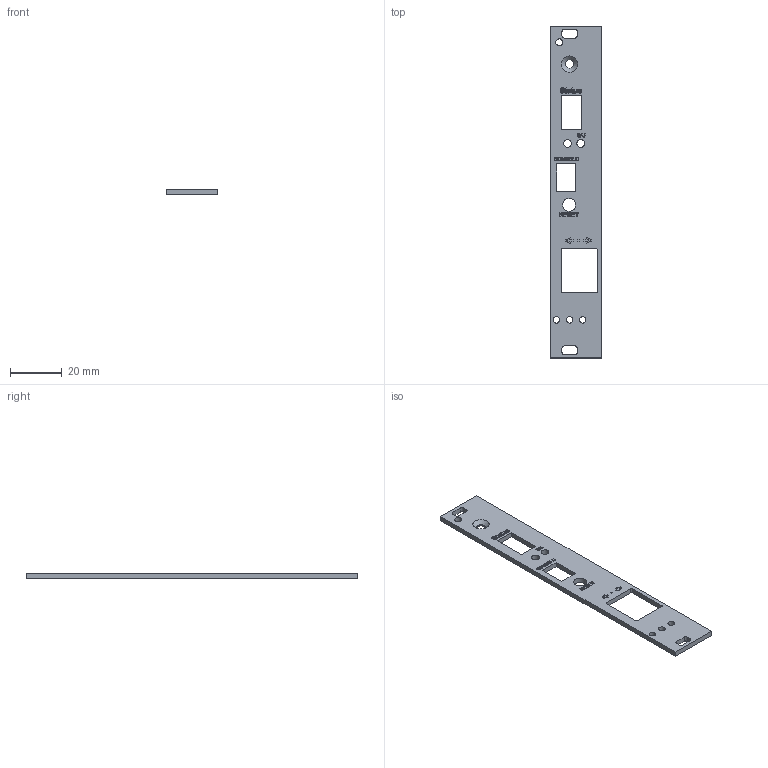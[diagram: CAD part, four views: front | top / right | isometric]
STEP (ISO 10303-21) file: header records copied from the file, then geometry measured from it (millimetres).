
FILE_DESCRIPTION(/* description */ ('STEP AP214'),/* implementation_level */ '2;1');
FILE_NAME(/* name */ '3HP_3U_CS09CPU v9.step',/* time_stamp */ '2025-05-28T16:55:40+01:00',/* author */ (''),/* organization */ (''),/* preprocessor_version */ 'ST-DEVELOPER v20.1',/* originating_system */ 'Autodesk Translation Framework v14.4.0.0',/* authorisation */ '');
FILE_SCHEMA (('AUTOMOTIVE_DESIGN { 1 0 10303 214 3 1 1 }'));
Length unit declared in the file: millimetre
Products named in the file (1): 4HP_3U_CS09CPU
Bounding box: 19.8 x 128.5 x 2 mm (x, y, z)
Volume: 4020.8 mm3; surface area: 5165.1 mm2
Topology: 1 solids, 1 shells, 509 faces, 1430 edges, 953 vertices
Faces by surface type: bspline 276, plane 212, cylinder 20, cone 1
Full cylindrical faces by diameter (mm): 2.5 x3, 2.7 x1, 3 x2, 3.4 x1, 5 x1
Entity records: 18949 total; most frequent: CARTESIAN_POINT 7585, ORIENTED_EDGE 2860, EDGE_CURVE 1430, DIRECTION 1387, VERTEX_POINT 953, LINE 837, VECTOR 837, EDGE_LOOP 565
